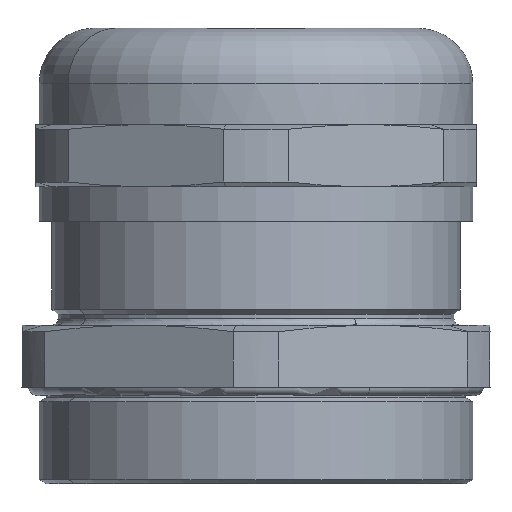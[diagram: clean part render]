
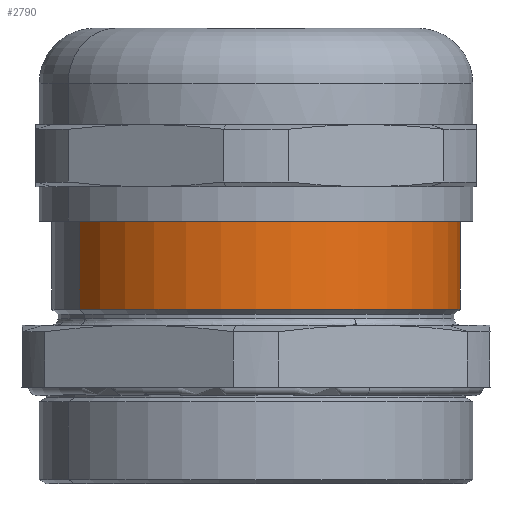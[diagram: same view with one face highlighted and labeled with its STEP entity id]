
A CAD part, front view. The second image highlights one B-rep face of the part: STEP entity #2790.
In plain terms, the highlighted cylindrical face has radius 29.65 mm (diameter 59.3 mm), a partial arc.
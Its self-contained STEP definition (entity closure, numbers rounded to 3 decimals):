
#595=AXIS2_PLACEMENT_3D('Circle Axis2P3D',#593,#594,$) ;
#2777=AXIS2_PLACEMENT_3D('Cylinder Axis2P3D',#2774,#2775,#2776) ;
#2781=AXIS2_PLACEMENT_3D('Circle Axis2P3D',#2779,#2780,$) ;
#593=CARTESIAN_POINT('Axis2P3D Location',(34.,37.5,38.268)) ;
#597=CARTESIAN_POINT('Vertex',(8.322,22.675,38.268)) ;
#599=CARTESIAN_POINT('Vertex',(59.678,52.325,38.268)) ;
#2747=CARTESIAN_POINT('Line Origine',(59.678,52.325,24.588)) ;
#2751=CARTESIAN_POINT('Vertex',(59.678,52.325,25.352)) ;
#2758=CARTESIAN_POINT('Vertex',(8.322,22.675,25.352)) ;
#2761=CARTESIAN_POINT('Line Origine',(8.322,22.675,24.588)) ;
#2774=CARTESIAN_POINT('Axis2P3D Location',(34.,37.5,24.588)) ;
#2779=CARTESIAN_POINT('Axis2P3D Location',(34.,37.5,25.352)) ;
#594=DIRECTION('Axis2P3D Direction',(0.,0.,-1.)) ;
#2748=DIRECTION('Vector Direction',(0.,0.,1.)) ;
#2762=DIRECTION('Vector Direction',(0.,0.,1.)) ;
#2775=DIRECTION('Axis2P3D Direction',(0.,0.,1.)) ;
#2776=DIRECTION('Axis2P3D XDirection',(-0.866,-0.5,0.)) ;
#2780=DIRECTION('Axis2P3D Direction',(0.,0.,1.)) ;
#2749=VECTOR('Line Direction',#2748,1.) ;
#2763=VECTOR('Line Direction',#2762,1.) ;
#2785=ORIENTED_EDGE('',*,*,#2765,.T.) ;
#2786=ORIENTED_EDGE('',*,*,#2783,.F.) ;
#2787=ORIENTED_EDGE('',*,*,#2753,.T.) ;
#2788=ORIENTED_EDGE('',*,*,#601,.F.) ;
#2790=ADVANCED_FACE('PG 48 - M63x1.5 MONTAJ.2\\PG 48 UST PLASTIK 2.JENERASYON_1\\MANIFOLD_SOLID_BREP #21285',(#2789),#2778,.T.) ;
#596=CIRCLE('generated circle',#595,29.65) ;
#2782=CIRCLE('generated circle',#2781,29.65) ;
#2778=CYLINDRICAL_SURFACE('generated cylinder',#2777,29.65) ;
#601=EDGE_CURVE('',#598,#600,#596,.F.) ;
#2753=EDGE_CURVE('',#2752,#600,#2750,.T.) ;
#2765=EDGE_CURVE('',#598,#2759,#2764,.F.) ;
#2783=EDGE_CURVE('',#2752,#2759,#2782,.F.) ;
#2784=EDGE_LOOP('',(#2785,#2786,#2787,#2788)) ;
#2789=FACE_OUTER_BOUND('',#2784,.T.) ;
#2750=LINE('Line',#2747,#2749) ;
#2764=LINE('Line',#2761,#2763) ;
#598=VERTEX_POINT('',#597) ;
#600=VERTEX_POINT('',#599) ;
#2752=VERTEX_POINT('',#2751) ;
#2759=VERTEX_POINT('',#2758) ;
